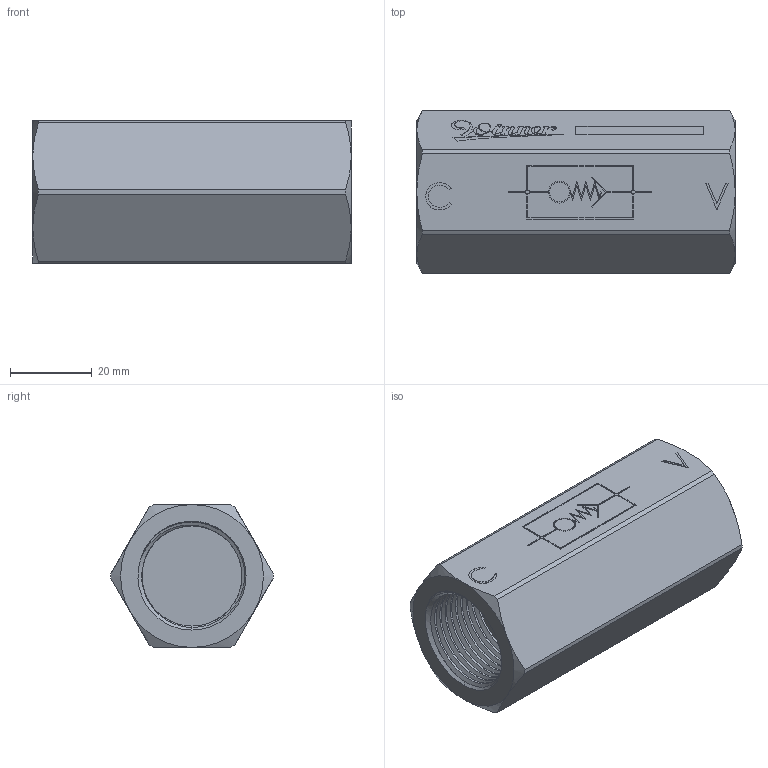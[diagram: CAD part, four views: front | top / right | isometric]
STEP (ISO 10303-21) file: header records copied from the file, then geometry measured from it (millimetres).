
FILE_DESCRIPTION (( 'STEP AP203' ), '1' );
FILE_NAME ('MEG06BG06B-HB.STEP', '2016-06-07T03:21:46', ( '' ), ( '' ), 'SwSTEP 2.0', 'SolidWorks 2012', '' );
FILE_SCHEMA (( 'CONFIG_CONTROL_DESIGN' ));
Products named in the file (1): MEG06BG06B-HB
Bounding box: 78 x 39.8 x 35 mm (x, y, z)
Volume: 60365.5 mm3; surface area: 17971.4 mm2
Topology: 1 solids, 2 shells, 489 faces, 1338 edges, 880 vertices
Faces by surface type: cylinder 244, plane 189, cone 29, bspline 27
Entity records: 28551 total; most frequent: CARTESIAN_POINT 16282, ORIENTED_EDGE 2672, DIRECTION 2482, EDGE_CURVE 1336, AXIS2_PLACEMENT_3D 888, VERTEX_POINT 880, LINE 706, VECTOR 706
